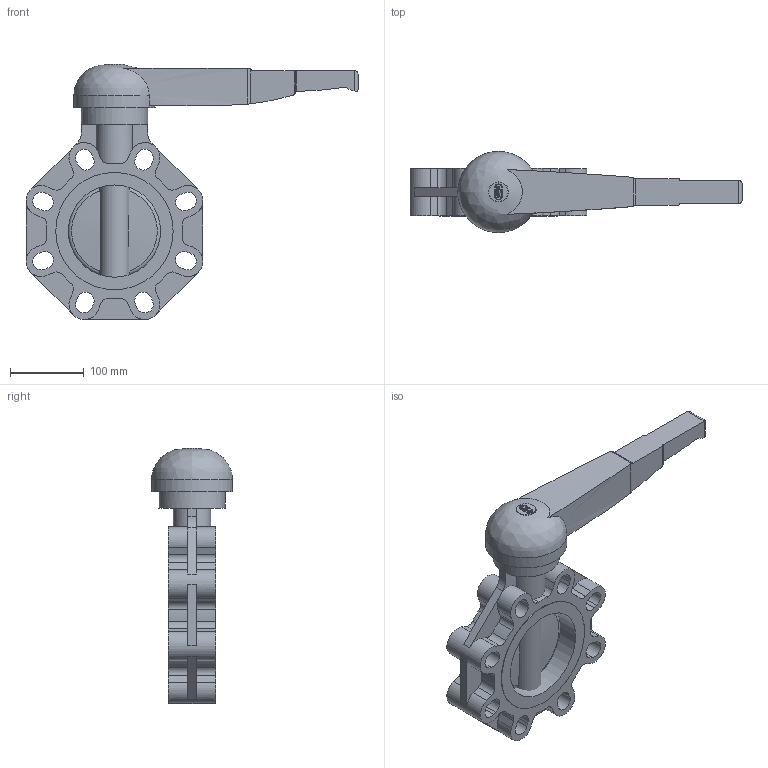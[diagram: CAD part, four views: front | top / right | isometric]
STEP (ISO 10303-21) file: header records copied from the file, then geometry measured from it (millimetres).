
FILE_DESCRIPTION(/* description */ (''),/* implementation_level */ '2;1');
FILE_NAME(/* name */ 'FKOMLM140E.iam.stp',/* time_stamp */ '2013-10-07T12:38:05+02:00',/* author */ ('bfaro'),/* organization */ (''),/* preprocessor_version */ 'ST-DEVELOPER v15.2',/* originating_system */ 'Autodesk Inventor 2014',/* authorisation */ '');
FILE_SCHEMA (('AUTOMOTIVE_DESIGN { 1 0 10303 214 3 1 1 }'));
Length unit declared in the file: millimetre
Products named in the file (5): Maniglia FK 140-160; Piastrina 40; cassa FK 140; Disco FE-FK 140; FKOMLM140E
Bounding box: 449.86 x 110 x 345.61 mm (x, y, z)
Volume: 2897697.3 mm3; surface area: 327295.8 mm2
Topology: 4 solids, 4 shells, 270 faces, 749 edges, 497 vertices
Faces by surface type: plane 141, cylinder 122, cone 4, torus 2, bspline 1
Full cylindrical faces by diameter (mm): 26.1 x1, 40.5 x1, 90 x1, 110 x1, 125 x1, 159 x2
Entity records: 9136 total; most frequent: CARTESIAN_POINT 1901, DIRECTION 1534, ORIENTED_EDGE 1482, EDGE_CURVE 741, AXIS2_PLACEMENT_3D 560, VERTEX_POINT 495, LINE 414, VECTOR 414
